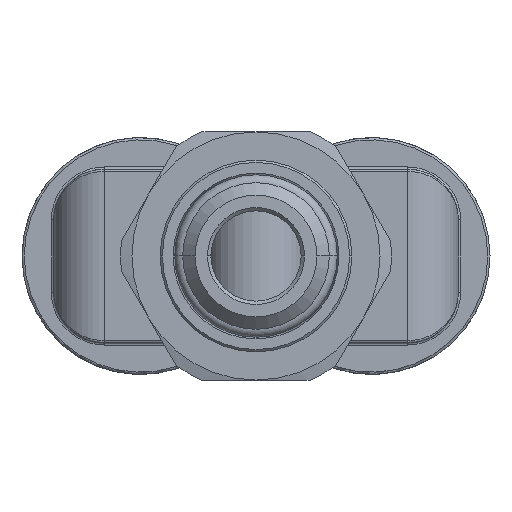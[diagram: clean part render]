
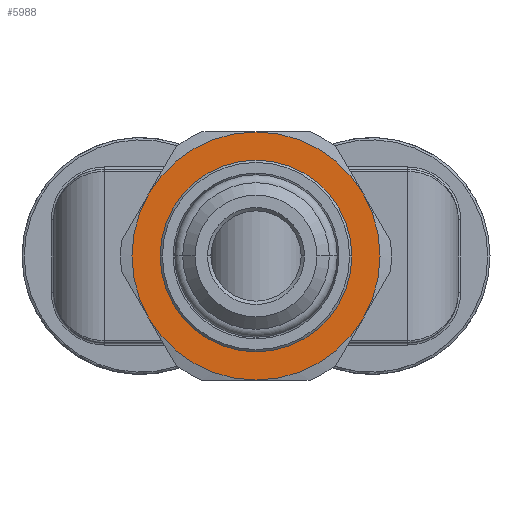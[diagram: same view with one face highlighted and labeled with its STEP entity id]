
A CAD part, front view. The second image highlights one B-rep face of the part: STEP entity #5988.
In plain terms, the highlighted planar face has unit normal (0, -1, 0).
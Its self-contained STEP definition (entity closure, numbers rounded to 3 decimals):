
#1300=CARTESIAN_POINT('',(0.,-5.,0.));
#1301=DIRECTION('',(0.,-1.,0.));
#1302=DIRECTION('',(-1.,0.,0.));
#1303=AXIS2_PLACEMENT_3D('',#1300,#1301,#1302);
#1305=CARTESIAN_POINT('',(0.,-5.,0.));
#1306=DIRECTION('',(0.,-1.,0.));
#1307=DIRECTION('',(1.,0.,0.));
#1308=AXIS2_PLACEMENT_3D('',#1305,#1306,#1307);
#1310=CARTESIAN_POINT('',(0.,-5.,0.));
#1311=DIRECTION('',(0.,-1.,0.));
#1312=DIRECTION('',(0.,0.,1.));
#1313=AXIS2_PLACEMENT_3D('',#1310,#1311,#1312);
#1315=CARTESIAN_POINT('',(0.,-5.,0.));
#1316=DIRECTION('',(0.,-1.,0.));
#1317=DIRECTION('',(0.866,0.,0.5));
#1318=AXIS2_PLACEMENT_3D('',#1315,#1316,#1317);
#1320=CARTESIAN_POINT('',(0.,-5.,0.));
#1321=DIRECTION('',(0.,-1.,0.));
#1322=DIRECTION('',(0.866,0.,-0.5));
#1323=AXIS2_PLACEMENT_3D('',#1320,#1321,#1322);
#1325=CARTESIAN_POINT('',(0.,-5.,0.));
#1326=DIRECTION('',(0.,-1.,0.));
#1327=DIRECTION('',(0.,0.,-1.));
#1328=AXIS2_PLACEMENT_3D('',#1325,#1326,#1327);
#1330=CARTESIAN_POINT('',(0.,-5.,0.));
#1331=DIRECTION('',(0.,-1.,0.));
#1332=DIRECTION('',(-0.866,0.,-0.5));
#1333=AXIS2_PLACEMENT_3D('',#1330,#1331,#1332);
#1335=CARTESIAN_POINT('',(0.,-5.,0.));
#1336=DIRECTION('',(0.,-1.,0.));
#1337=DIRECTION('',(-0.866,0.,0.5));
#1338=AXIS2_PLACEMENT_3D('',#1335,#1336,#1337);
#1340=CARTESIAN_POINT('',(0.,-5.,
11.));
#1441=CARTESIAN_POINT('',(0.,-5.,
-11.));
#1477=CARTESIAN_POINT('',(9.526,-5.,5.5));
#1543=CARTESIAN_POINT('',(-9.526,-5.,
5.5));
#1579=CARTESIAN_POINT('',(-9.526,-5.,
-5.5));
#3603=CARTESIAN_POINT('',(9.526,-5.,
-5.5));
#4233=VERTEX_POINT('',#1340);
#4240=VERTEX_POINT('',#1543);
#4246=VERTEX_POINT('',#1579);
#4252=VERTEX_POINT('',#1441);
#4258=VERTEX_POINT('',#3603);
#4264=VERTEX_POINT('',#1477);
#4288=CARTESIAN_POINT('',(-8.5,-5.,0.));
#4289=CARTESIAN_POINT('',(8.5,-5.,0.));
#4290=VERTEX_POINT('',#4288);
#4291=VERTEX_POINT('',#4289);
#5965=CARTESIAN_POINT('',(0.,-5.,0.));
#5966=DIRECTION('',(0.,-1.,0.));
#5967=DIRECTION('',(0.,0.,1.));
#5968=AXIS2_PLACEMENT_3D('',#5965,#5966,#5967);
#5969=PLANE('',#5968);
#5971=ORIENTED_EDGE('',*,*,#5970,.F.);
#5973=ORIENTED_EDGE('',*,*,#5972,.F.);
#5975=ORIENTED_EDGE('',*,*,#5974,.F.);
#5977=ORIENTED_EDGE('',*,*,#5976,.F.);
#5979=ORIENTED_EDGE('',*,*,#5978,.F.);
#5981=ORIENTED_EDGE('',*,*,#5980,.F.);
#5982=EDGE_LOOP('',(#5971,#5973,#5975,#5977,#5979,#5981));
#5983=FACE_OUTER_BOUND('',#5982,.F.);
#5984=ORIENTED_EDGE('',*,*,#5945,.T.);
#5985=ORIENTED_EDGE('',*,*,#5959,.T.);
#5986=EDGE_LOOP('',(#5984,#5985));
#5987=FACE_BOUND('',#5986,.F.);
#5988=ADVANCED_FACE('',(#5983,#5987),#5969,.T.);
#1304=CIRCLE('',#1303,8.5);
#1309=CIRCLE('',#1308,8.5);
#1314=CIRCLE('',#1313,11.);
#1319=CIRCLE('',#1318,11.);
#1324=CIRCLE('',#1323,11.);
#1329=CIRCLE('',#1328,11.);
#1334=CIRCLE('',#1333,11.);
#1339=CIRCLE('',#1338,11.);
#5945=EDGE_CURVE('',#4290,#4291,#1304,.T.);
#5959=EDGE_CURVE('',#4291,#4290,#1309,.T.);
#5970=EDGE_CURVE('',#4233,#4240,#1314,.T.);
#5972=EDGE_CURVE('',#4264,#4233,#1319,.T.);
#5974=EDGE_CURVE('',#4258,#4264,#1324,.T.);
#5976=EDGE_CURVE('',#4252,#4258,#1329,.T.);
#5978=EDGE_CURVE('',#4246,#4252,#1334,.T.);
#5980=EDGE_CURVE('',#4240,#4246,#1339,.T.);
